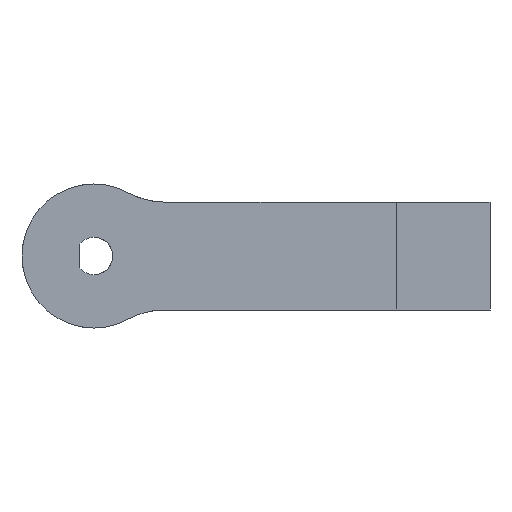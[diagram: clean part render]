
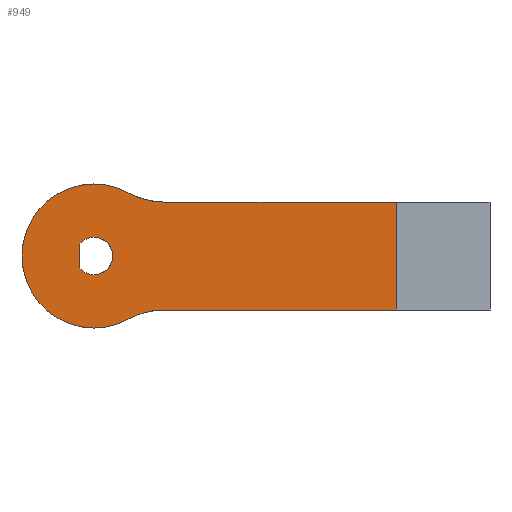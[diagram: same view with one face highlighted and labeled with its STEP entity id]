
A CAD part, left-side view. The second image highlights one B-rep face of the part: STEP entity #949.
In plain terms, the highlighted planar face has unit normal (-1, 0, 0).
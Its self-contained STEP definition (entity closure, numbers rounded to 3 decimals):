
#4 = EDGE_CURVE ( 'NONE', #800, #632, #227, .T. ) ;
#27 = ORIENTED_EDGE ( 'NONE', *, *, #48, .T. ) ;
#48 = EDGE_CURVE ( 'NONE', #346, #800, #1371, .T. ) ;
#80 = VERTEX_POINT ( 'NONE', #921 ) ;
#85 = ORIENTED_EDGE ( 'NONE', *, *, #539, .T. ) ;
#88 = CARTESIAN_POINT ( 'NONE',  ( -5., 0., 0. ) ) ;
#97 = DIRECTION ( 'NONE',  ( 1., 0., 0. ) ) ;
#108 = CARTESIAN_POINT ( 'NONE',  ( -5., 0., -10. ) ) ;
#115 = VERTEX_POINT ( 'NONE', #663 ) ;
#118 = DIRECTION ( 'NONE',  ( 0., -1., 0. ) ) ;
#150 = EDGE_CURVE ( 'NONE', #567, #1426, #448, .T. ) ;
#168 = ORIENTED_EDGE ( 'NONE', *, *, #170, .T. ) ;
#170 = EDGE_CURVE ( 'NONE', #781, #346, #722, .T. ) ;
#172 = DIRECTION ( 'NONE',  ( 1., 0., 0. ) ) ;
#179 = ORIENTED_EDGE ( 'NONE', *, *, #248, .T. ) ;
#198 = AXIS2_PLACEMENT_3D ( 'NONE', #324, #796, #1304 ) ;
#211 = VERTEX_POINT ( 'NONE', #1464 ) ;
#227 = CIRCLE ( 'NONE', #257, 10. ) ;
#247 = LINE ( 'NONE', #491, #857 ) ;
#248 = EDGE_CURVE ( 'NONE', #115, #789, #1195, .T. ) ;
#253 = ORIENTED_EDGE ( 'NONE', *, *, #947, .T. ) ;
#257 = AXIS2_PLACEMENT_3D ( 'NONE', #684, #1540, #1198 ) ;
#292 = CARTESIAN_POINT ( 'NONE',  ( -5., 0., 0. ) ) ;
#294 = DIRECTION ( 'NONE',  ( 0., 0., 1. ) ) ;
#301 = CARTESIAN_POINT ( 'NONE',  ( -5., 2., 1.661 ) ) ;
#303 = CARTESIAN_POINT ( 'NONE',  ( -5., 2., -1.661 ) ) ;
#310 = ORIENTED_EDGE ( 'NONE', *, *, #150, .T. ) ;
#324 = CARTESIAN_POINT ( 'NONE',  ( -5., 0., 0. ) ) ;
#346 = VERTEX_POINT ( 'NONE', #108 ) ;
#375 = DIRECTION ( 'NONE',  ( 0., 0., 1. ) ) ;
#384 = CIRCLE ( 'NONE', #827, 10. ) ;
#394 = CARTESIAN_POINT ( 'NONE',  ( -5., -9.682, 17.5 ) ) ;
#395 = EDGE_LOOP ( 'NONE', ( #1390, #253, #310, #657 ) ) ;
#416 = CARTESIAN_POINT ( 'NONE',  ( -5., -42., 7.5 ) ) ;
#448 = CIRCLE ( 'NONE', #615, 2.6 ) ;
#463 = DIRECTION ( 'NONE',  ( 0., 0., 1. ) ) ;
#483 = VECTOR ( 'NONE', #1446, 1000. ) ;
#491 = CARTESIAN_POINT ( 'NONE',  ( -5., 2., 0. ) ) ;
#523 = AXIS2_PLACEMENT_3D ( 'NONE', #1045, #962, #1188 ) ;
#539 = EDGE_CURVE ( 'NONE', #80, #781, #384, .T. ) ;
#547 = CARTESIAN_POINT ( 'NONE',  ( -5., 0., 0. ) ) ;
#551 = CARTESIAN_POINT ( 'NONE',  ( -5., -4.841, -8.75 ) ) ;
#567 = VERTEX_POINT ( 'NONE', #1109 ) ;
#587 = FACE_OUTER_BOUND ( 'NONE', #1084, .T. ) ;
#609 = EDGE_CURVE ( 'NONE', #211, #80, #1244, .T. ) ;
#613 = DIRECTION ( 'NONE',  ( 0., 0., 1. ) ) ;
#615 = AXIS2_PLACEMENT_3D ( 'NONE', #88, #950, #1043 ) ;
#616 = CIRCLE ( 'NONE', #1225, 2.6 ) ;
#632 = VERTEX_POINT ( 'NONE', #1005 ) ;
#656 = VERTEX_POINT ( 'NONE', #301 ) ;
#657 = ORIENTED_EDGE ( 'NONE', *, *, #1283, .T. ) ;
#663 = CARTESIAN_POINT ( 'NONE',  ( -5., -42., -7.5 ) ) ;
#684 = CARTESIAN_POINT ( 'NONE',  ( -5., -9.682, -17.5 ) ) ;
#690 = AXIS2_PLACEMENT_3D ( 'NONE', #1510, #1177, #823 ) ;
#719 = ORIENTED_EDGE ( 'NONE', *, *, #4, .T. ) ;
#722 = CIRCLE ( 'NONE', #198, 10. ) ;
#745 = CIRCLE ( 'NONE', #1404, 2.6 ) ;
#758 = DIRECTION ( 'NONE',  ( -1., 0., 0. ) ) ;
#781 = VERTEX_POINT ( 'NONE', #1010 ) ;
#785 = ORIENTED_EDGE ( 'NONE', *, *, #609, .T. ) ;
#789 = VERTEX_POINT ( 'NONE', #416 ) ;
#796 = DIRECTION ( 'NONE',  ( -1., 0., 0. ) ) ;
#800 = VERTEX_POINT ( 'NONE', #551 ) ;
#808 = VERTEX_POINT ( 'NONE', #303 ) ;
#815 = PLANE ( 'NONE',  #523 ) ;
#823 = DIRECTION ( 'NONE',  ( 0., 0., 1. ) ) ;
#825 = CARTESIAN_POINT ( 'NONE',  ( -5., 0., 7.5 ) ) ;
#827 = AXIS2_PLACEMENT_3D ( 'NONE', #292, #758, #613 ) ;
#846 = CARTESIAN_POINT ( 'NONE',  ( -5., 0., -7.5 ) ) ;
#857 = VECTOR ( 'NONE', #375, 1000. ) ;
#900 = ORIENTED_EDGE ( 'NONE', *, *, #994, .T. ) ;
#921 = CARTESIAN_POINT ( 'NONE',  ( -5., -4.841, 8.75 ) ) ;
#923 = CARTESIAN_POINT ( 'NONE',  ( -5., 0., 0. ) ) ;
#940 = EDGE_CURVE ( 'NONE', #211, #789, #1082, .T. ) ;
#947 = EDGE_CURVE ( 'NONE', #656, #567, #616, .T. ) ;
#949 = ADVANCED_FACE ( 'NONE', ( #587, #1316 ), #815, .T. ) ;
#950 = DIRECTION ( 'NONE',  ( 1., 0., 0. ) ) ;
#962 = DIRECTION ( 'NONE',  ( -1., 0., 0. ) ) ;
#971 = LINE ( 'NONE', #846, #483 ) ;
#994 = EDGE_CURVE ( 'NONE', #632, #115, #971, .T. ) ;
#1005 = CARTESIAN_POINT ( 'NONE',  ( -5., -9.682, -7.5 ) ) ;
#1010 = CARTESIAN_POINT ( 'NONE',  ( -5., 0., 10. ) ) ;
#1017 = ORIENTED_EDGE ( 'NONE', *, *, #940, .F. ) ;
#1043 = DIRECTION ( 'NONE',  ( 0., 0., 1. ) ) ;
#1045 = CARTESIAN_POINT ( 'NONE',  ( -5., 0., 0. ) ) ;
#1082 = LINE ( 'NONE', #825, #1124 ) ;
#1084 = EDGE_LOOP ( 'NONE', ( #1017, #785, #85, #168, #27, #719, #900, #179 ) ) ;
#1109 = CARTESIAN_POINT ( 'NONE',  ( -5., 0., 2.6 ) ) ;
#1121 = VECTOR ( 'NONE', #1340, 1000. ) ;
#1124 = VECTOR ( 'NONE', #118, 1000. ) ;
#1177 = DIRECTION ( 'NONE',  ( -1., 0., 0. ) ) ;
#1188 = DIRECTION ( 'NONE',  ( 0., 0., 1. ) ) ;
#1195 = LINE ( 'NONE', #1215, #1121 ) ;
#1198 = DIRECTION ( 'NONE',  ( 0., 0., 1. ) ) ;
#1214 = CARTESIAN_POINT ( 'NONE',  ( -5., 0., -2.6 ) ) ;
#1215 = CARTESIAN_POINT ( 'NONE',  ( -5., -42., -7.5 ) ) ;
#1224 = AXIS2_PLACEMENT_3D ( 'NONE', #394, #172, #294 ) ;
#1225 = AXIS2_PLACEMENT_3D ( 'NONE', #923, #97, #1397 ) ;
#1244 = CIRCLE ( 'NONE', #1224, 10. ) ;
#1282 = DIRECTION ( 'NONE',  ( 1., 0., 0. ) ) ;
#1283 = EDGE_CURVE ( 'NONE', #1426, #808, #745, .T. ) ;
#1304 = DIRECTION ( 'NONE',  ( 0., 0., 1. ) ) ;
#1316 = FACE_BOUND ( 'NONE', #395, .T. ) ;
#1340 = DIRECTION ( 'NONE',  ( 0., 0., 1. ) ) ;
#1371 = CIRCLE ( 'NONE', #690, 10. ) ;
#1390 = ORIENTED_EDGE ( 'NONE', *, *, #1486, .T. ) ;
#1397 = DIRECTION ( 'NONE',  ( 0., 0., 1. ) ) ;
#1404 = AXIS2_PLACEMENT_3D ( 'NONE', #547, #1282, #463 ) ;
#1426 = VERTEX_POINT ( 'NONE', #1214 ) ;
#1446 = DIRECTION ( 'NONE',  ( 0., -1., 0. ) ) ;
#1464 = CARTESIAN_POINT ( 'NONE',  ( -5., -9.682, 7.5 ) ) ;
#1486 = EDGE_CURVE ( 'NONE', #808, #656, #247, .T. ) ;
#1510 = CARTESIAN_POINT ( 'NONE',  ( -5., 0., 0. ) ) ;
#1540 = DIRECTION ( 'NONE',  ( 1., 0., 0. ) ) ;
